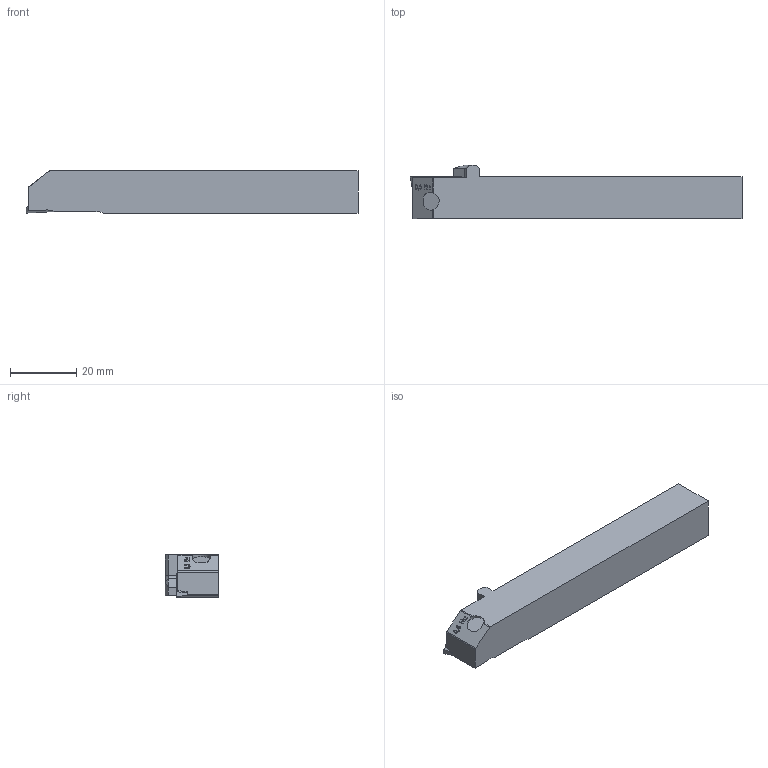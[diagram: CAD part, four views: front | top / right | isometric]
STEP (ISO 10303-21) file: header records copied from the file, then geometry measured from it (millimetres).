
FILE_DESCRIPTION (( 'STEP AP214' ), '1' );
FILE_NAME ('ISO-328-06.STEP', '2018-06-07T13:18:49', ( '' ), ( '' ), 'SwSTEP 2.0', 'SolidWorks 2017', '' );
FILE_SCHEMA (( 'AUTOMOTIVE_DESIGN' ));
Length unit declared in the file: millimetre
Products named in the file (1): ISO-328-06
Bounding box: 100 x 16.2 x 12.7 mm (x, y, z)
Volume: 15799 mm3; surface area: 5508.2 mm2
Topology: 1 solids, 1 shells, 128 faces, 360 edges, 237 vertices
Faces by surface type: plane 63, bspline 52, cylinder 12, cone 1
Entity records: 5838 total; most frequent: CARTESIAN_POINT 2853, ORIENTED_EDGE 720, DIRECTION 423, EDGE_CURVE 360, VERTEX_POINT 237, LINE 225, VECTOR 225, EDGE_LOOP 137
